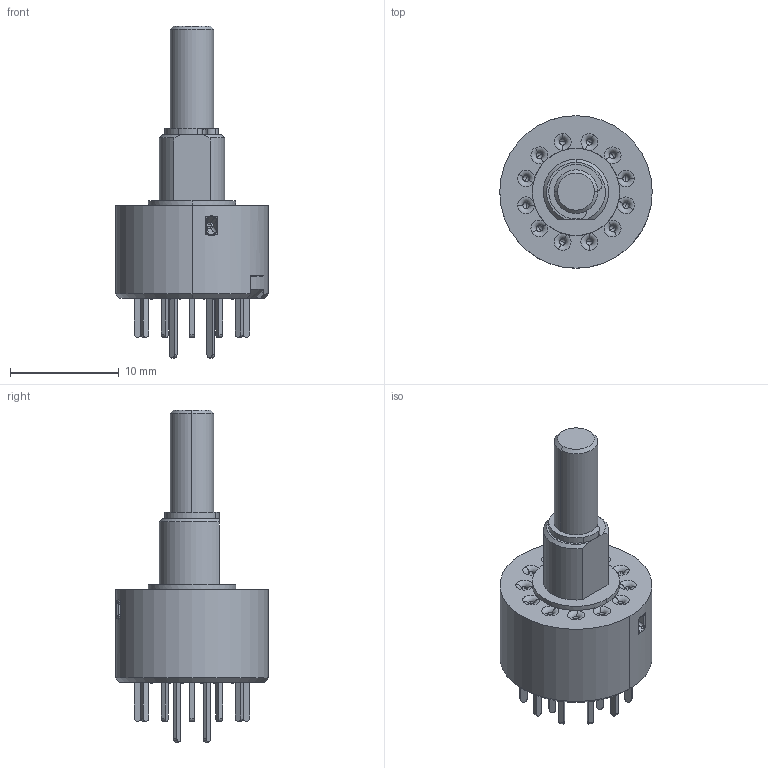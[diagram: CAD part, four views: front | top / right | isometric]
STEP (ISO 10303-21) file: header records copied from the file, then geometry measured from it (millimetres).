
FILE_DESCRIPTION (( 'STEP AP214' ), '1' );
FILE_NAME ('6ﾏ2ﾍ 13.step', '2024-10-16T04:05:05', ( '' ), ( '' ), 'SwSTEP 2.0', 'SolidWorks 2018', '' );
FILE_SCHEMA (( 'AUTOMOTIVE_DESIGN' ));
Length unit declared in the file: millimetre
Products named in the file (1): 6ﾏ2ﾍ 13
Bounding box: 14 x 14 x 30.48 mm (x, y, z)
Surface area: 1384.9 mm2 (no closed solid volume)
Topology: 0 solids, 20 shells, 349 faces, 1193 edges, 823 vertices
Faces by surface type: plane 140, cylinder 100, torus 39, bspline 28, sphere 24, cone 18
Entity records: 17638 total; most frequent: CARTESIAN_POINT 3822, DIRECTION 2097, ORIENTED_EDGE 1958, EDGE_CURVE 1185, VERTEX_POINT 823, AXIS2_PLACEMENT_3D 750, VECTOR 597, LINE 597
